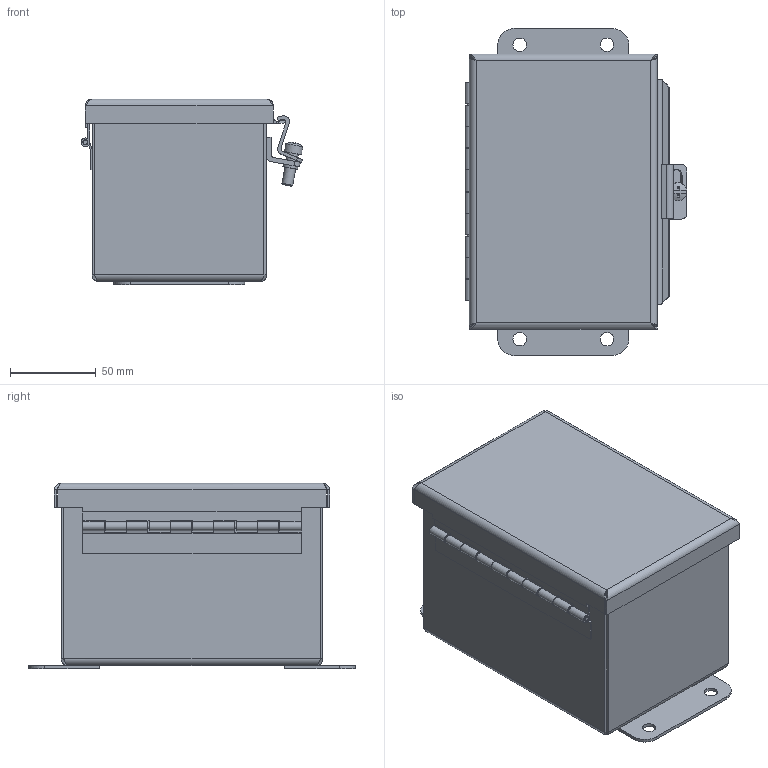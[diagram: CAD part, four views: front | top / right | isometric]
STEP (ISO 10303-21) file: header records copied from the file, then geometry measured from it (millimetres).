
FILE_DESCRIPTION(/* description */ ('NEMA4X/IP66, JIC, 316 S.S., CH, 6X4X4'),/* implementation_level */ '2;1');
FILE_NAME(/* name */ 'BN4060404CHSSA.stp',/* time_stamp */ '2021-10-14T08:52:43-05:00',/* author */ ('samuelbadillo'),/* organization */ (''),/* preprocessor_version */ 'ST-DEVELOPER v18',/* originating_system */ 'Autodesk Inventor 2020',/* authorisation */ '');
FILE_SCHEMA (('AUTOMOTIVE_DESIGN { 1 0 10303 214 3 1 1 }'));
Length unit declared in the file: inch
Products named in the file (14): BN4060404CHSSA; B_060404_SSABKP; 32882; 32882LH; 32882P; 32882TH; B_0604CHSSALID; 348127; 30810; 30811; 372164; 34973; B_0604_FIP; HFW3883
Assembly tree (17 placements, depth 3):
  BN4060404CHSSA
    B_060404_SSABKP
    32882
      32882LH
      32882P
      32882TH
    B_0604CHSSALID
    348127  x2
    30810
    30811
    372164
    34973  x4
    B_0604_FIP
    HFW3883
Bounding box: 129.17 x 190.5 x 108.12 mm (x, y, z)
Volume: 191357.1 mm3; surface area: 236352.4 mm2
Topology: 16 solids, 16 shells, 353 faces, 834 edges, 523 vertices
Faces by surface type: plane 188, cylinder 101, bspline 42, torus 18, sphere 2, cone 2
Full cylindrical faces by diameter (mm): 2.54 x1, 2.794 x4, 2.957 x10, 3.962 x4, 4.826 x1, 4.978 x1, 6.35 x1, 7.62 x4, 7.874 x4, 8.56 x1, 8.738 x1, 10.402 x1, 15.875 x4
Entity records: 10599 total; most frequent: CARTESIAN_POINT 2516, DIRECTION 1514, ORIENTED_EDGE 1482, EDGE_CURVE 741, AXIS2_PLACEMENT_3D 518, LINE 478, VECTOR 478, VERTEX_POINT 459
